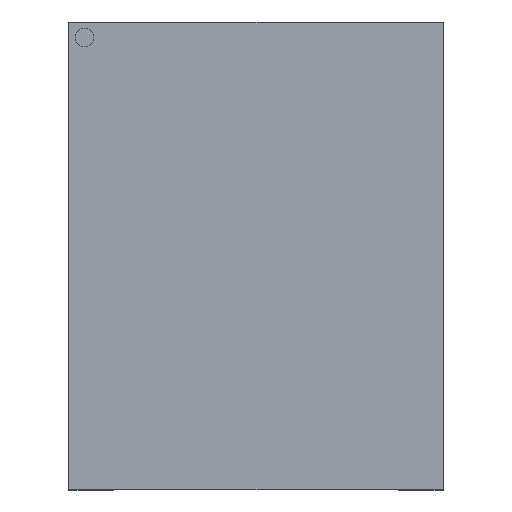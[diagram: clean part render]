
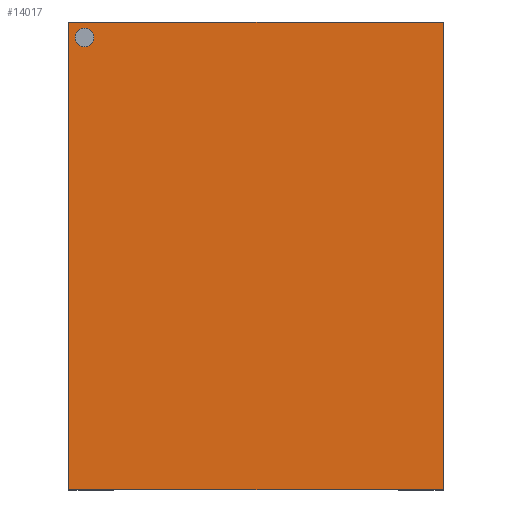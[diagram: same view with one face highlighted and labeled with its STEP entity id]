
A CAD part, top view. The second image highlights one B-rep face of the part: STEP entity #14017.
In plain terms, the highlighted planar face has unit normal (0, 0, 1).
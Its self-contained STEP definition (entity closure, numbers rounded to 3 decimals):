
#313 = CARTESIAN_POINT ( 'NONE',  ( -5.999, 7.5, 4. ) ) ;
#764 = DIRECTION ( 'NONE',  ( 1., 0., 0. ) ) ;
#1974 = CARTESIAN_POINT ( 'NONE',  ( -5.799, 7., 4. ) ) ;
#2863 = CIRCLE ( 'NONE', #26746, 0.3 ) ;
#3407 = EDGE_CURVE ( 'NONE', #3707, #28142, #13559, .T. ) ;
#3477 = PLANE ( 'NONE',  #19823 ) ;
#3707 = VERTEX_POINT ( 'NONE', #313 ) ;
#3870 = VERTEX_POINT ( 'NONE', #25835 ) ;
#5075 = CIRCLE ( 'NONE', #28478, 0.3 ) ;
#7146 = DIRECTION ( 'NONE',  ( 0., 0., -1. ) ) ;
#7235 = EDGE_CURVE ( 'NONE', #3870, #3707, #9967, .T. ) ;
#7477 = CARTESIAN_POINT ( 'NONE',  ( 6.001, 7.5, 4. ) ) ;
#7547 = ORIENTED_EDGE ( 'NONE', *, *, #7235, .T. ) ;
#9123 = EDGE_LOOP ( 'NONE', ( #17164, #17879 ) ) ;
#9726 = VECTOR ( 'NONE', #27026, 1000. ) ;
#9798 = FACE_BOUND ( 'NONE', #9123, .T. ) ;
#9878 = CARTESIAN_POINT ( 'NONE',  ( -5.999, -7.5, 4. ) ) ;
#9967 = LINE ( 'NONE', #7477, #20130 ) ;
#10436 = EDGE_CURVE ( 'NONE', #16085, #3870, #15174, .T. ) ;
#11827 = CARTESIAN_POINT ( 'NONE',  ( -5.499, 7., 4. ) ) ;
#12046 = ORIENTED_EDGE ( 'NONE', *, *, #19348, .T. ) ;
#13559 = LINE ( 'NONE', #22613, #28347 ) ;
#14017 = ADVANCED_FACE ( 'NONE', ( #23688, #9798 ), #3477, .T. ) ;
#15174 = LINE ( 'NONE', #24103, #28146 ) ;
#15378 = CARTESIAN_POINT ( 'NONE',  ( 6.001, -7.5, 4. ) ) ;
#15948 = EDGE_LOOP ( 'NONE', ( #12046, #26036, #7547, #15984 ) ) ;
#15984 = ORIENTED_EDGE ( 'NONE', *, *, #3407, .T. ) ;
#16048 = DIRECTION ( 'NONE',  ( 0., -1., 0. ) ) ;
#16085 = VERTEX_POINT ( 'NONE', #15378 ) ;
#16392 = DIRECTION ( 'NONE',  ( 0., 0., 1. ) ) ;
#16416 = DIRECTION ( 'NONE',  ( -1., 0., 0. ) ) ;
#17164 = ORIENTED_EDGE ( 'NONE', *, *, #26400, .T. ) ;
#17879 = ORIENTED_EDGE ( 'NONE', *, *, #18995, .T. ) ;
#18995 = EDGE_CURVE ( 'NONE', #28954, #22401, #5075, .T. ) ;
#19348 = EDGE_CURVE ( 'NONE', #28142, #16085, #20985, .T. ) ;
#19823 = AXIS2_PLACEMENT_3D ( 'NONE', #27816, #16392, #21050 ) ;
#20130 = VECTOR ( 'NONE', #16416, 1000. ) ;
#20825 = DIRECTION ( 'NONE',  ( 0., 0., -1. ) ) ;
#20985 = LINE ( 'NONE', #9878, #9726 ) ;
#21050 = DIRECTION ( 'NONE',  ( 1., 0., 0. ) ) ;
#22042 = DIRECTION ( 'NONE',  ( 0., 1., 0. ) ) ;
#22401 = VERTEX_POINT ( 'NONE', #23012 ) ;
#22613 = CARTESIAN_POINT ( 'NONE',  ( -5.999, 7.5, 4. ) ) ;
#23012 = CARTESIAN_POINT ( 'NONE',  ( -5.199, 7., 4. ) ) ;
#23034 = CARTESIAN_POINT ( 'NONE',  ( -5.499, 7., 4. ) ) ;
#23688 = FACE_OUTER_BOUND ( 'NONE', #15948, .T. ) ;
#24103 = CARTESIAN_POINT ( 'NONE',  ( 6.001, -7.5, 4. ) ) ;
#24325 = CARTESIAN_POINT ( 'NONE',  ( -5.999, -7.5, 4. ) ) ;
#25835 = CARTESIAN_POINT ( 'NONE',  ( 6.001, 7.5, 4. ) ) ;
#26036 = ORIENTED_EDGE ( 'NONE', *, *, #10436, .T. ) ;
#26400 = EDGE_CURVE ( 'NONE', #22401, #28954, #2863, .T. ) ;
#26746 = AXIS2_PLACEMENT_3D ( 'NONE', #23034, #20825, #764 ) ;
#26930 = DIRECTION ( 'NONE',  ( 1., 0., 0. ) ) ;
#27026 = DIRECTION ( 'NONE',  ( 1., 0., 0. ) ) ;
#27816 = CARTESIAN_POINT ( 'NONE',  ( 0.001, 0., 4. ) ) ;
#28142 = VERTEX_POINT ( 'NONE', #24325 ) ;
#28146 = VECTOR ( 'NONE', #22042, 1000. ) ;
#28347 = VECTOR ( 'NONE', #16048, 1000. ) ;
#28478 = AXIS2_PLACEMENT_3D ( 'NONE', #11827, #7146, #26930 ) ;
#28954 = VERTEX_POINT ( 'NONE', #1974 ) ;
